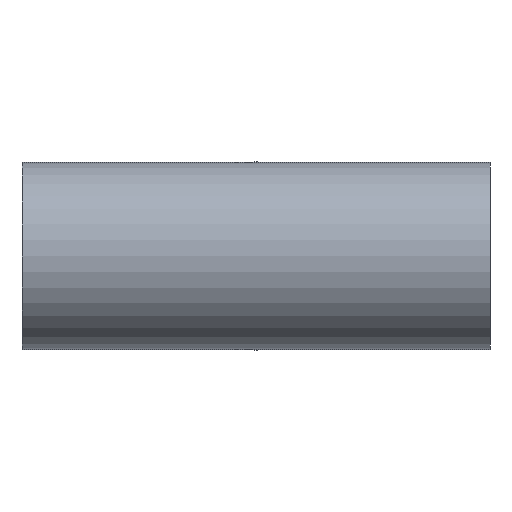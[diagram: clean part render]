
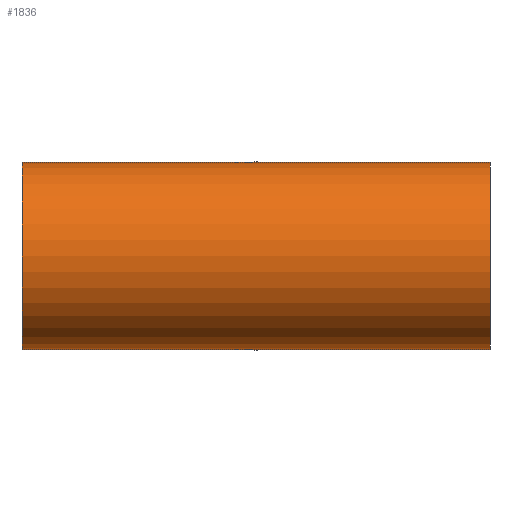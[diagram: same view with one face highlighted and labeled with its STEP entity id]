
A CAD part, front view. The second image highlights one B-rep face of the part: STEP entity #1836.
In plain terms, the highlighted cylindrical face has radius 31.75 mm (diameter 63.5 mm), a partial arc.
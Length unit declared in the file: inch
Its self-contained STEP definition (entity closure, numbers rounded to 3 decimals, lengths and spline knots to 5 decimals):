
#146 = AXIS2_PLACEMENT_3D ( 'NONE', #1531, #481, #259 ) ;
#156 = DIRECTION ( 'NONE',  ( -1., 0., 0. ) ) ;
#259 = DIRECTION ( 'NONE',  ( 0., 0., 1. ) ) ;
#399 = CIRCLE ( 'NONE', #2288, 1.25 ) ;
#481 = DIRECTION ( 'NONE',  ( -1., 0., 0. ) ) ;
#489 = VECTOR ( 'NONE', #2025, 39.37008 ) ;
#500 = DIRECTION ( 'NONE',  ( 1., 0., 0. ) ) ;
#504 = CARTESIAN_POINT ( 'NONE',  ( -3.12598, 0., -1.25 ) ) ;
#507 = ORIENTED_EDGE ( 'NONE', *, *, #804, .F. ) ;
#585 = CARTESIAN_POINT ( 'NONE',  ( 3.12598, 0., 1.25 ) ) ;
#704 = CARTESIAN_POINT ( 'NONE',  ( -3.12598, 0., 0. ) ) ;
#804 = EDGE_CURVE ( 'NONE', #851, #1092, #2258, .T. ) ;
#851 = VERTEX_POINT ( 'NONE', #2590 ) ;
#1092 = VERTEX_POINT ( 'NONE', #504 ) ;
#1117 = CARTESIAN_POINT ( 'NONE',  ( 3.12598, 0., 0. ) ) ;
#1340 = CYLINDRICAL_SURFACE ( 'NONE', #146, 1.25 ) ;
#1384 = VERTEX_POINT ( 'NONE', #2000 ) ;
#1531 = CARTESIAN_POINT ( 'NONE',  ( 3.12598, 0., 0. ) ) ;
#1569 = CARTESIAN_POINT ( 'NONE',  ( 3.12598, 0., -1.25 ) ) ;
#1675 = ORIENTED_EDGE ( 'NONE', *, *, #2533, .F. ) ;
#1699 = CARTESIAN_POINT ( 'NONE',  ( 3.12598, 0., 1.25 ) ) ;
#1737 = EDGE_CURVE ( 'NONE', #1384, #1092, #1738, .T. ) ;
#1738 = CIRCLE ( 'NONE', #2067, 1.25 ) ;
#1836 = ADVANCED_FACE ( 'NONE', ( #2353 ), #1340, .T. ) ;
#1845 = ORIENTED_EDGE ( 'NONE', *, *, #2209, .T. ) ;
#2000 = CARTESIAN_POINT ( 'NONE',  ( -3.12598, 0., 1.25 ) ) ;
#2008 = VECTOR ( 'NONE', #156, 39.37008 ) ;
#2025 = DIRECTION ( 'NONE',  ( -1., 0., 0. ) ) ;
#2067 = AXIS2_PLACEMENT_3D ( 'NONE', #704, #500, #2553 ) ;
#2133 = LINE ( 'NONE', #585, #489 ) ;
#2137 = ORIENTED_EDGE ( 'NONE', *, *, #1737, .T. ) ;
#2180 = EDGE_LOOP ( 'NONE', ( #507, #1675, #1845, #2137 ) ) ;
#2209 = EDGE_CURVE ( 'NONE', #2512, #1384, #2133, .T. ) ;
#2258 = LINE ( 'NONE', #1569, #2008 ) ;
#2288 = AXIS2_PLACEMENT_3D ( 'NONE', #1117, #2569, #2352 ) ;
#2352 = DIRECTION ( 'NONE',  ( 0., 0., -1. ) ) ;
#2353 = FACE_OUTER_BOUND ( 'NONE', #2180, .T. ) ;
#2512 = VERTEX_POINT ( 'NONE', #1699 ) ;
#2533 = EDGE_CURVE ( 'NONE', #2512, #851, #399, .T. ) ;
#2553 = DIRECTION ( 'NONE',  ( 0., 0., -1. ) ) ;
#2569 = DIRECTION ( 'NONE',  ( 1., 0., 0. ) ) ;
#2590 = CARTESIAN_POINT ( 'NONE',  ( 3.12598, 0., -1.25 ) ) ;
